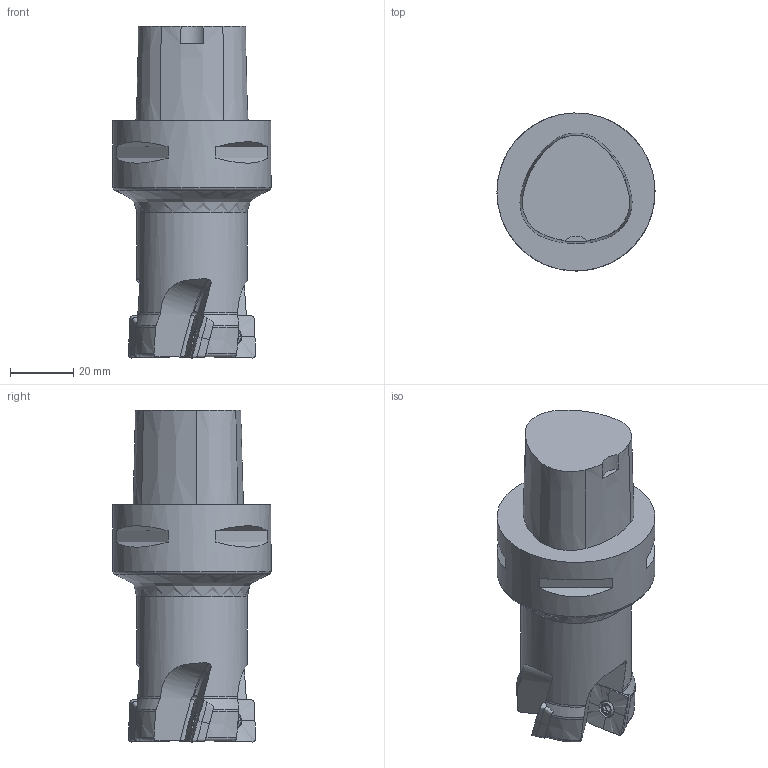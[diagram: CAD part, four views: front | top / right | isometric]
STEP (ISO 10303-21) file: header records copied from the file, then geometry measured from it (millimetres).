
FILE_DESCRIPTION(/* description */ (''),/* implementation_level */ '2;1');
FILE_NAME(/* name */ 'toolassembly_1.stp',/* time_stamp */ '2018-06-25T16:02:39+02:00',/* author */ (''),/* organization */ ('SMS'),/* preprocessor_version */ 'ST-DEVELOPER v15',/* originating_system */ 'SIEMENS PLM Software NX 8.5',/* authorisation */ '');
FILE_SCHEMA (('AUTOMOTIVE_DESIGN { 1 0 10303 214 3 1 1 1 }'));
Length unit declared in the file: millimetre
Products named in the file (4): ASSEMBLY_CONSTRUCTION; CUT_20180625160211; NOCUT_20180625160208; TOOLASSEMBLY_1
Assembly tree (6 placements, depth 2):
  TOOLASSEMBLY_1
    NOCUT_20180625160208
    CUT_20180625160211  x4
    ASSEMBLY_CONSTRUCTION
Bounding box: 49.99 x 49.99 x 105 mm (x, y, z)
Volume: 116113.5 mm3; surface area: 19576.4 mm2
Topology: 5 solids, 5 shells, 375 faces, 956 edges, 607 vertices
Faces by surface type: plane 144, cone 60, bspline 56, extrusion 48, torus 35, cylinder 27, sphere 4, revolution 1
Full cylindrical faces by diameter (mm): 3.5 x4, 4.1 x4, 4.9 x4, 35 x1, 50 x1
Entity records: 22184 total; most frequent: CARTESIAN_POINT 14891, ORIENTED_EDGE 1498, DIRECTION 1399, EDGE_CURVE 749, AXIS2_PLACEMENT_3D 576, VERTEX_POINT 496, EDGE_LOOP 359, ADVANCED_FACE 309
